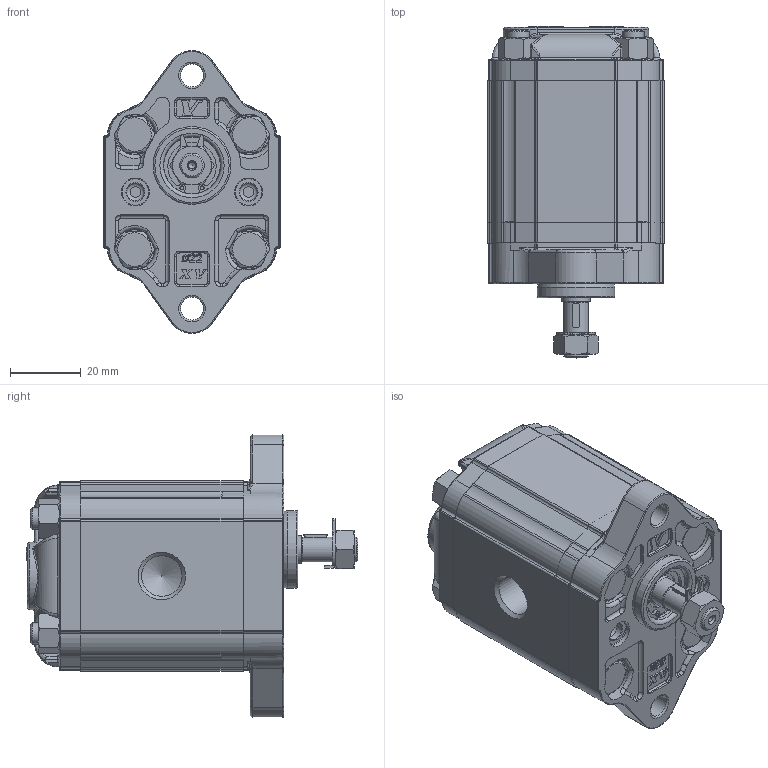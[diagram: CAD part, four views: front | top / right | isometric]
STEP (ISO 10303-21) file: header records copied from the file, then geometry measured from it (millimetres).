
FILE_DESCRIPTION( ( 'Unknown' ), '1' );
FILE_NAME( 'X0P1301ABBA.stp', 'Unknown', ( 'Unknown' ), ( 'Unknown' ), 'PSStep 14.0', 'Unknown', ' ' );
FILE_SCHEMA( ( 'AUTOMOTIVE_DESIGN { 1 0 10303 214 1 1 1 1 }' ) );
Length unit declared in the file: millimetre
Products named in the file (5): Assem1; X0P01; 0A; X0BBH46; XP001-A
Bounding box: 50 x 93.9 x 79.95 mm (x, y, z)
Volume: 325654.1 mm3; surface area: 78241.9 mm2
Topology: 8 solids, 10 shells, 3152 faces, 8226 edges, 5222 vertices
Faces by surface type: plane 1542, cylinder 770, extrusion 248, torus 230, bspline 180, cone 166, sphere 16
Full cylindrical faces by diameter (mm): 1.053 x4, 2 x2, 5 x4, 6 x8, 6.5 x8, 7 x4, 7.25 x2, 7.5 x4, 7.9 x4, 7.92 x2, 8 x4, 9.318 x2, 10 x8, 10.445 x2, 11 x2, 11.445 x4, 14 x2, 16 x2, 16.2 x2, 16.8 x2, 22 x2
Entity records: 67507 total; most frequent: CARTESIAN_POINT 16874, ORIENTED_EDGE 7940, DIRECTION 7703, EDGE_CURVE 3970, AXIS2_PLACEMENT_3D 2666, VERTEX_POINT 2569, VECTOR 2371, LINE 2247
